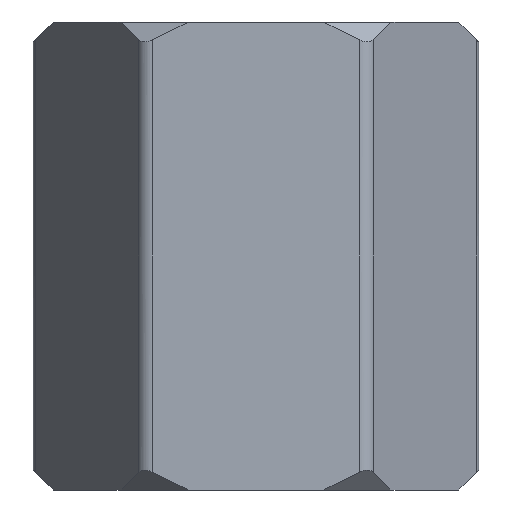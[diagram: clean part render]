
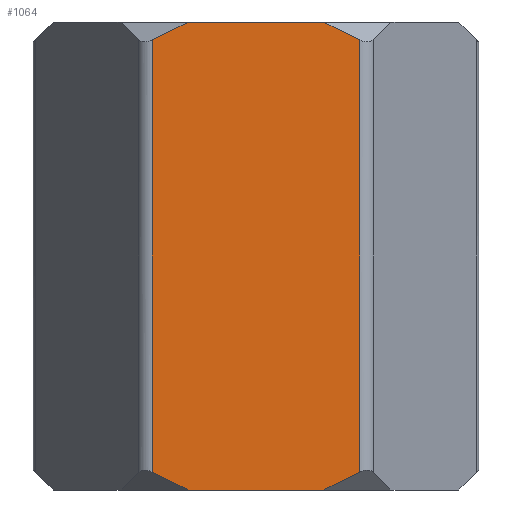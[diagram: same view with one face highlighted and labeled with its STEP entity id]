
A CAD part, front view. The second image highlights one B-rep face of the part: STEP entity #1064.
In plain terms, the highlighted planar face has unit normal (0, -1, 0).
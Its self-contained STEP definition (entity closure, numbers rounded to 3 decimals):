
#29=PLANE('',#1147);
#90=FACE_OUTER_BOUND('',#146,.T.);
#146=EDGE_LOOP('',(#835,#836,#837,#838,#839,#840,#841,#842));
#291=LINE('',#2340,#375);
#293=LINE('',#2346,#377);
#296=LINE('',#2352,#380);
#297=LINE('',#2354,#381);
#298=LINE('',#2356,#382);
#299=LINE('',#2358,#383);
#300=LINE('',#2360,#384);
#301=LINE('',#2361,#385);
#375=VECTOR('',#1321,10.);
#377=VECTOR('',#1327,10.);
#380=VECTOR('',#1332,10.);
#381=VECTOR('',#1333,10.);
#382=VECTOR('',#1334,10.);
#383=VECTOR('',#1335,10.);
#384=VECTOR('',#1336,10.);
#385=VECTOR('',#1337,10.);
#493=VERTEX_POINT('',#2337);
#494=VERTEX_POINT('',#2339);
#496=VERTEX_POINT('',#2345);
#498=VERTEX_POINT('',#2351);
#499=VERTEX_POINT('',#2353);
#500=VERTEX_POINT('',#2355);
#501=VERTEX_POINT('',#2357);
#502=VERTEX_POINT('',#2359);
#631=EDGE_CURVE('',#493,#494,#291,.T.);
#634=EDGE_CURVE('',#494,#496,#293,.T.);
#637=EDGE_CURVE('',#493,#498,#296,.T.);
#638=EDGE_CURVE('',#499,#498,#297,.T.);
#639=EDGE_CURVE('',#499,#500,#298,.T.);
#640=EDGE_CURVE('',#501,#500,#299,.T.);
#641=EDGE_CURVE('',#502,#501,#300,.T.);
#642=EDGE_CURVE('',#502,#496,#301,.T.);
#835=ORIENTED_EDGE('',*,*,#631,.F.);
#836=ORIENTED_EDGE('',*,*,#637,.T.);
#837=ORIENTED_EDGE('',*,*,#638,.F.);
#838=ORIENTED_EDGE('',*,*,#639,.T.);
#839=ORIENTED_EDGE('',*,*,#640,.F.);
#840=ORIENTED_EDGE('',*,*,#641,.F.);
#841=ORIENTED_EDGE('',*,*,#642,.T.);
#842=ORIENTED_EDGE('',*,*,#634,.F.);
#1064=ADVANCED_FACE('',(#90),#29,.T.);
#1147=AXIS2_PLACEMENT_3D('',#2350,#1330,#1331);
#1321=DIRECTION('',(0.,0.,-1.));
#1327=DIRECTION('',(-0.894,0.,-0.447));
#1330=DIRECTION('center_axis',(0.,-1.,0.));
#1331=DIRECTION('ref_axis',(1.,0.,0.));
#1332=DIRECTION('',(-0.894,0.,0.447));
#1333=DIRECTION('',(1.,0.,0.));
#1334=DIRECTION('',(-0.894,0.,-0.447));
#1335=DIRECTION('',(0.,0.,1.));
#1336=DIRECTION('',(-0.894,0.,0.447));
#1337=DIRECTION('',(1.,0.,0.));
#2337=CARTESIAN_POINT('',(1.328,-2.5,2.771));
#2339=CARTESIAN_POINT('',(1.328,-2.5,-2.771));
#2340=CARTESIAN_POINT('',(1.328,-2.5,0.));
#2345=CARTESIAN_POINT('',(0.87,-2.5,-3.));
#2346=CARTESIAN_POINT('',(0.89,-2.5,-2.99));
#2350=CARTESIAN_POINT('Origin',(-1.443,-2.5,0.));
#2351=CARTESIAN_POINT('',(0.87,-2.5,3.));
#2352=CARTESIAN_POINT('',(0.89,-2.5,2.99));
#2353=CARTESIAN_POINT('',(-0.87,-2.5,3.));
#2354=CARTESIAN_POINT('',(-1.443,-2.5,3.));
#2355=CARTESIAN_POINT('',(-1.328,-2.5,2.771));
#2356=CARTESIAN_POINT('',(-1.698,-2.5,2.586));
#2357=CARTESIAN_POINT('',(-1.328,-2.5,-2.771));
#2358=CARTESIAN_POINT('',(-1.328,-2.5,0.));
#2359=CARTESIAN_POINT('',(-0.87,-2.5,-3.));
#2360=CARTESIAN_POINT('',(-1.698,-2.5,-2.586));
#2361=CARTESIAN_POINT('',(-1.443,-2.5,-3.));
